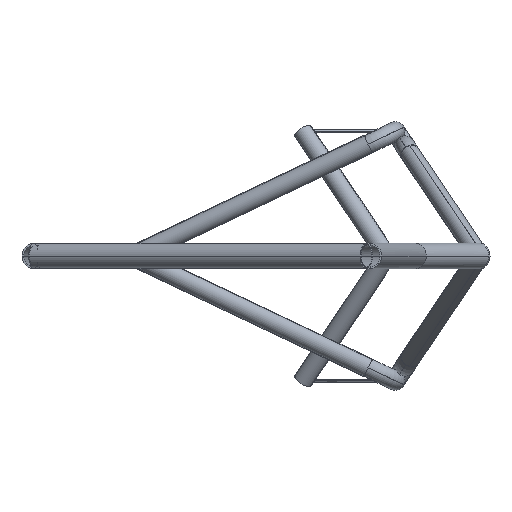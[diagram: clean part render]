
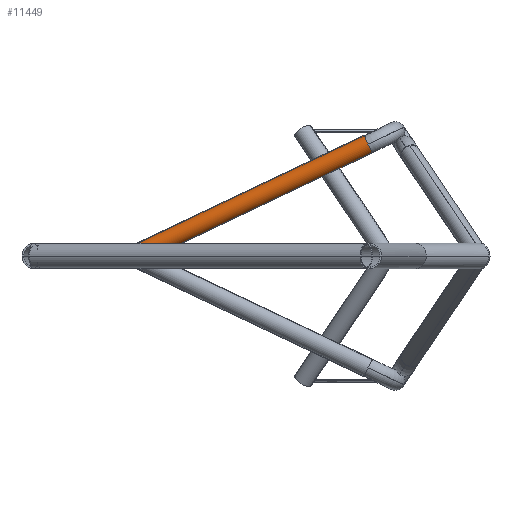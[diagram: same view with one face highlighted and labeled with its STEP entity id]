
A CAD part, left-side view. The second image highlights one B-rep face of the part: STEP entity #11449.
In plain terms, the highlighted cylindrical face has radius 15 mm (diameter 30 mm), a partial arc.
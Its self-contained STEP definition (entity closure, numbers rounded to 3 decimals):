
#6 = CARTESIAN_POINT ( 'NONE',  ( 861.374, 356.182, 187.688 ) ) ;
#12 = DIRECTION ( 'NONE',  ( 0.125, 0.896, -0.426 ) ) ;
#130 = DIRECTION ( 'NONE',  ( 0.125, 0.896, -0.426 ) ) ;
#211 = CARTESIAN_POINT ( 'NONE',  ( 903.296, 705.458, 19.931 ) ) ;
#273 = VERTEX_POINT ( 'NONE', #16633 ) ;
#275 = CARTESIAN_POINT ( 'NONE',  ( 892.822, 678.706, 14.206 ) ) ;
#332 = CARTESIAN_POINT ( 'NONE',  ( 893.747, 676.788, 11.851 ) ) ;
#1259 = AXIS2_PLACEMENT_3D ( 'NONE', #12085, #12, #6053 ) ;
#1311 = DIRECTION ( 'NONE',  ( 0.125, 0.896, -0.426 ) ) ;
#1413 = CARTESIAN_POINT ( 'NONE',  ( 861.374, 349.747, 174.139 ) ) ;
#1442 = VERTEX_POINT ( 'NONE', #19630 ) ;
#1481 = DIRECTION ( 'NONE',  ( 0.125, 0.896, -0.426 ) ) ;
#1764 = CARTESIAN_POINT ( 'NONE',  ( 909.576, 709.685, 19.808 ) ) ;
#1828 = CARTESIAN_POINT ( 'NONE',  ( 895.045, 691.355, 18.977 ) ) ;
#1887 = CARTESIAN_POINT ( 'NONE',  ( 905.393, 682.333, 0. ) ) ;
#1957 = CARTESIAN_POINT ( 'NONE',  ( 893.86, 687.827, 18.294 ) ) ;
#2212 = CARTESIAN_POINT ( 'NONE',  ( 896.801, 676.308, 7.488 ) ) ;
#2789 = EDGE_CURVE ( 'NONE', #273, #14266, #3925, .T. ) ;
#3302 = CARTESIAN_POINT ( 'NONE',  ( 893.254, 685.441, 17.632 ) ) ;
#3494 = CARTESIAN_POINT ( 'NONE',  ( 894.226, 689.009, 18.55 ) ) ;
#3629 = CARTESIAN_POINT ( 'NONE',  ( 894.668, 676.204, 10.276 ) ) ;
#3925 = B_SPLINE_CURVE_WITH_KNOTS ( 'NONE', 3,
 ( #18808, #1764, #18621, #9402, #4903, #14159, #211, #15707, #10928, #14287, #11121, #12750, #9671, #9462, #12486, #15586, #6439, #18747, #1828, #3494, #1957, #17347, #3302, #4846, #6496, #6366, #17139, #12687, #7917, #14211, #18688, #275, #10995, #12545, #17208, #9539, #332, #8431, #12811, #3629, #8233, #12883, #6759, #2212, #5286, #9249, #12266, #14138, #6475, #17258, #11035, #14064, #6415, #8429, #16246, #8372 ),
 .UNSPECIFIED., .F., .F.,
 ( 4, 2, 2, 2, 2, 2, 2, 2, 2, 2, 2, 2, 2, 2, 2, 2, 2, 2, 2, 2, 2, 2, 2, 2, 2, 2, 2, 4 ),
 ( 0.01, 0.013, 0.017, 0.019, 0.021, 0.025, 0.029, 0.031, 0.032, 0.036, 0.04, 0.042, 0.044, 0.046, 0.048, 0.049, 0.05, 0.051, 0.052, 0.053, 0.055, 0.057, 0.058, 0.059, 0.061, 0.063, 0.067, 0.07 ),
 .UNSPECIFIED. ) ;
#4385 = CARTESIAN_POINT ( 'NONE',  ( 861.374, 349.747, 174.139 ) ) ;
#4460 = EDGE_CURVE ( 'NONE', #15763, #8311, #14260, .T. ) ;
#4777 = CARTESIAN_POINT ( 'NONE',  ( 908.647, 681.463, 0. ) ) ;
#4828 = VECTOR ( 'NONE', #130, 1000. ) ;
#4846 = CARTESIAN_POINT ( 'NONE',  ( 893.01, 684.251, 17.236 ) ) ;
#4903 = CARTESIAN_POINT ( 'NONE',  ( 905.138, 707.213, 19.934 ) ) ;
#4997 = CYLINDRICAL_SURFACE ( 'NONE', #9478, 15. ) ;
#5286 = CARTESIAN_POINT ( 'NONE',  ( 897.008, 676.373, 7.249 ) ) ;
#5693 = CIRCLE ( 'NONE', #1259, 15. ) ;
#6053 = DIRECTION ( 'NONE',  ( 0., 0.429, 0.903 ) ) ;
#6366 = CARTESIAN_POINT ( 'NONE',  ( 892.747, 682.497, 16.538 ) ) ;
#6415 = CARTESIAN_POINT ( 'NONE',  ( 902.051, 679.405, 2.428 ) ) ;
#6439 = CARTESIAN_POINT ( 'NONE',  ( 896.244, 694.252, 19.356 ) ) ;
#6475 = CARTESIAN_POINT ( 'NONE',  ( 898.674, 677.105, 5.47 ) ) ;
#6496 = CARTESIAN_POINT ( 'NONE',  ( 892.907, 683.662, 17.019 ) ) ;
#6759 = CARTESIAN_POINT ( 'NONE',  ( 896.187, 676.153, 8.215 ) ) ;
#7417 = EDGE_LOOP ( 'NONE', ( #15784, #18513, #19537, #12558, #15352, #16464 ) ) ;
#7917 = CARTESIAN_POINT ( 'NONE',  ( 892.639, 680.236, 15.347 ) ) ;
#8233 = CARTESIAN_POINT ( 'NONE',  ( 895.033, 676.123, 9.74 ) ) ;
#8311 = VERTEX_POINT ( 'NONE', #14566 ) ;
#8372 = CARTESIAN_POINT ( 'NONE',  ( 905.393, 682.333, 0. ) ) ;
#8429 = CARTESIAN_POINT ( 'NONE',  ( 903.723, 680.806, 1.143 ) ) ;
#8431 = CARTESIAN_POINT ( 'NONE',  ( 894.031, 676.545, 11.328 ) ) ;
#9099 = DIRECTION ( 'NONE',  ( 0., 0.429, 0.903 ) ) ;
#9150 = LINE ( 'NONE', #15224, #15539 ) ;
#9160 = LINE ( 'NONE', #6, #4828 ) ;
#9249 = CARTESIAN_POINT ( 'NONE',  ( 897.422, 676.521, 6.786 ) ) ;
#9402 = CARTESIAN_POINT ( 'NONE',  ( 906.147, 707.985, 19.926 ) ) ;
#9462 = CARTESIAN_POINT ( 'NONE',  ( 897.321, 696.541, 19.576 ) ) ;
#9478 = AXIS2_PLACEMENT_3D ( 'NONE', #1413, #13479, #16589 ) ;
#9539 = CARTESIAN_POINT ( 'NONE',  ( 893.614, 676.931, 12.112 ) ) ;
#9671 = CARTESIAN_POINT ( 'NONE',  ( 898.193, 698.233, 19.703 ) ) ;
#9856 = EDGE_CURVE ( 'NONE', #15763, #1442, #9150, .T. ) ;
#10928 = CARTESIAN_POINT ( 'NONE',  ( 902.033, 704.021, 19.915 ) ) ;
#10995 = CARTESIAN_POINT ( 'NONE',  ( 892.878, 678.468, 13.993 ) ) ;
#11026 = EDGE_CURVE ( 'NONE', #8311, #15276, #5693, .T. ) ;
#11035 = CARTESIAN_POINT ( 'NONE',  ( 899.942, 677.872, 4.256 ) ) ;
#11051 = CARTESIAN_POINT ( 'NONE',  ( 906.428, 681.754, 0. ) ) ;
#11121 = CARTESIAN_POINT ( 'NONE',  ( 900.148, 701.481, 19.856 ) ) ;
#11184 = CARTESIAN_POINT ( 'NONE',  ( 861.374, 356.182, 187.688 ) ) ;
#11449 = ADVANCED_FACE ( 'NONE', ( #14340 ), #4997, .T. ) ;
#12085 = CARTESIAN_POINT ( 'NONE',  ( 861.374, 349.747, 174.139 ) ) ;
#12266 = CARTESIAN_POINT ( 'NONE',  ( 897.63, 676.606, 6.559 ) ) ;
#12486 = CARTESIAN_POINT ( 'NONE',  ( 897.041, 695.971, 19.527 ) ) ;
#12545 = CARTESIAN_POINT ( 'NONE',  ( 893.08, 677.798, 13.332 ) ) ;
#12558 = ORIENTED_EDGE ( 'NONE', *, *, #17629, .T. ) ;
#12687 = CARTESIAN_POINT ( 'NONE',  ( 892.636, 680.793, 15.679 ) ) ;
#12750 = CARTESIAN_POINT ( 'NONE',  ( 898.813, 699.336, 19.765 ) ) ;
#12811 = CARTESIAN_POINT ( 'NONE',  ( 894.183, 676.445, 11.066 ) ) ;
#12883 = CARTESIAN_POINT ( 'NONE',  ( 895.791, 676.099, 8.712 ) ) ;
#12992 = EDGE_CURVE ( 'NONE', #1442, #14266, #15623, .T. ) ;
#13479 = DIRECTION ( 'NONE',  ( 0.125, 0.896, -0.426 ) ) ;
#13949 = AXIS2_PLACEMENT_3D ( 'NONE', #4385, #1311, #9099 ) ;
#14064 = CARTESIAN_POINT ( 'NONE',  ( 901.213, 678.75, 3.119 ) ) ;
#14138 = CARTESIAN_POINT ( 'NONE',  ( 898.255, 676.885, 5.895 ) ) ;
#14159 = CARTESIAN_POINT ( 'NONE',  ( 903.743, 705.916, 19.934 ) ) ;
#14211 = CARTESIAN_POINT ( 'NONE',  ( 892.704, 679.451, 14.8 ) ) ;
#14260 = CIRCLE ( 'NONE', #13949, 15. ) ;
#14266 = VERTEX_POINT ( 'NONE', #14591 ) ;
#14287 = CARTESIAN_POINT ( 'NONE',  ( 900.862, 702.523, 19.886 ) ) ;
#14340 = FACE_OUTER_BOUND ( 'NONE', #7417, .T. ) ;
#14566 = CARTESIAN_POINT ( 'NONE',  ( 846.492, 351.444, 173.332 ) ) ;
#14591 = CARTESIAN_POINT ( 'NONE',  ( 905.393, 682.333, 0. ) ) ;
#15224 = CARTESIAN_POINT ( 'NONE',  ( 861.374, 343.312, 160.589 ) ) ;
#15276 = VERTEX_POINT ( 'NONE', #11184 ) ;
#15352 = ORIENTED_EDGE ( 'NONE', *, *, #2789, .T. ) ;
#15539 = VECTOR ( 'NONE', #1481, 1000. ) ;
#15586 = CARTESIAN_POINT ( 'NONE',  ( 896.502, 694.827, 19.417 ) ) ;
#15623 =( BOUNDED_CURVE ( )  B_SPLINE_CURVE ( 3, ( #4777, #17131, #11051, #1887 ),
 .UNSPECIFIED., .F., .F. ) 
 B_SPLINE_CURVE_WITH_KNOTS ( ( 4, 4 ),
 ( 3.082, 3.306 ),
 .UNSPECIFIED. ) 
 CURVE ( )  GEOMETRIC_REPRESENTATION_ITEM ( )  RATIONAL_B_SPLINE_CURVE ( ( 1., 0.996, 0.996, 1. ) ) 
 REPRESENTATION_ITEM ( '' )  );
#15707 = CARTESIAN_POINT ( 'NONE',  ( 902.44, 704.509, 19.922 ) ) ;
#15763 = VERTEX_POINT ( 'NONE', #18847 ) ;
#15784 = ORIENTED_EDGE ( 'NONE', *, *, #9856, .F. ) ;
#16246 = CARTESIAN_POINT ( 'NONE',  ( 904.556, 681.553, 0.55 ) ) ;
#16464 = ORIENTED_EDGE ( 'NONE', *, *, #12992, .F. ) ;
#16589 = DIRECTION ( 'NONE',  ( 0., 0.429, 0.903 ) ) ;
#16633 = CARTESIAN_POINT ( 'NONE',  ( 910.828, 709.937, 19.689 ) ) ;
#17131 = CARTESIAN_POINT ( 'NONE',  ( 907.517, 681.463, 0. ) ) ;
#17139 = CARTESIAN_POINT ( 'NONE',  ( 892.69, 681.923, 16.273 ) ) ;
#17208 = CARTESIAN_POINT ( 'NONE',  ( 893.262, 677.41, 12.863 ) ) ;
#17258 = CARTESIAN_POINT ( 'NONE',  ( 899.517, 677.598, 4.652 ) ) ;
#17347 = CARTESIAN_POINT ( 'NONE',  ( 893.396, 686.041, 17.81 ) ) ;
#17629 = EDGE_CURVE ( 'NONE', #15276, #273, #9160, .T. ) ;
#18513 = ORIENTED_EDGE ( 'NONE', *, *, #4460, .T. ) ;
#18621 = CARTESIAN_POINT ( 'NONE',  ( 908.391, 709.237, 19.862 ) ) ;
#18688 = CARTESIAN_POINT ( 'NONE',  ( 892.736, 679.197, 14.609 ) ) ;
#18747 = CARTESIAN_POINT ( 'NONE',  ( 895.5, 692.52, 19.147 ) ) ;
#18808 = CARTESIAN_POINT ( 'NONE',  ( 910.828, 709.937, 19.689 ) ) ;
#18847 = CARTESIAN_POINT ( 'NONE',  ( 861.374, 343.312, 160.589 ) ) ;
#19537 = ORIENTED_EDGE ( 'NONE', *, *, #11026, .T. ) ;
#19630 = CARTESIAN_POINT ( 'NONE',  ( 908.647, 681.463, 0. ) ) ;
